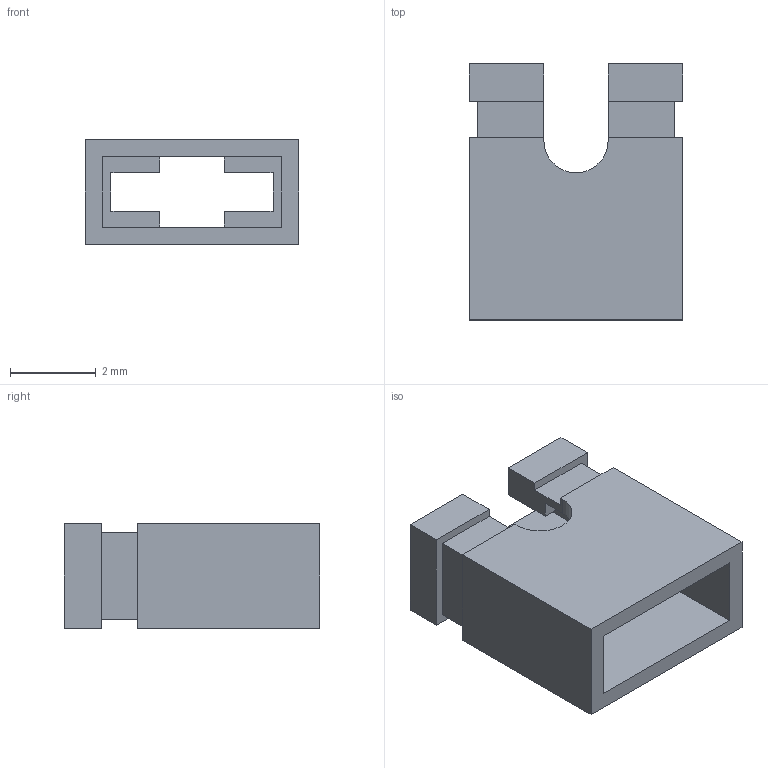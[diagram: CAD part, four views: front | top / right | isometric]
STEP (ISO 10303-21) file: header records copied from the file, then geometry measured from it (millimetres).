
FILE_DESCRIPTION(('FreeCAD Model'),'2;1');
FILE_NAME('2.54mm_shunt_header_short.step','2020-11-16T18:02:05', ('kicad StepUp'),('ksu MCAD'),'Open CASCADE STEP processor 7.3', 'FreeCAD','Unknown');
FILE_SCHEMA(('AUTOMOTIVE_DESIGN { 1 0 10303 214 1 1 1 1 }'));
Length unit declared in the file: millimetre
Products named in the file (1): 2.54mm_shunt_header_short
Bounding box: 4.98 x 5.97 x 2.44 mm (x, y, z)
Volume: 29.7 mm3; surface area: 164 mm2
Topology: 1 solids, 1 shells, 41 faces, 120 edges, 80 vertices
Faces by surface type: plane 39, cylinder 2
Entity records: 1641 total; most frequent: CARTESIAN_POINT 242, ORIENTED_EDGE 240, DIRECTION 208, EDGE_CURVE 120, LINE 116, VECTOR 116, VERTEX_POINT 80, AXIS2_PLACEMENT_3D 46
